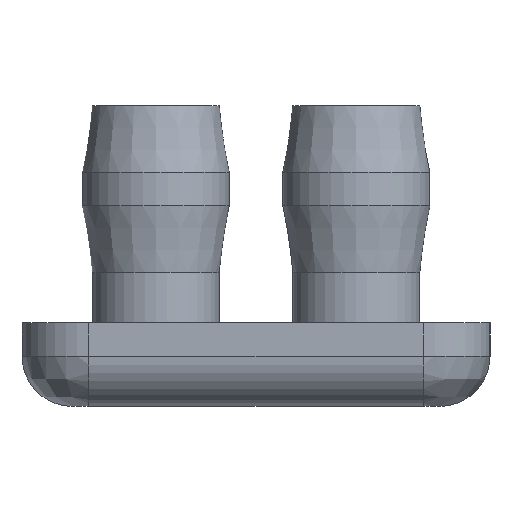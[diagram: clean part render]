
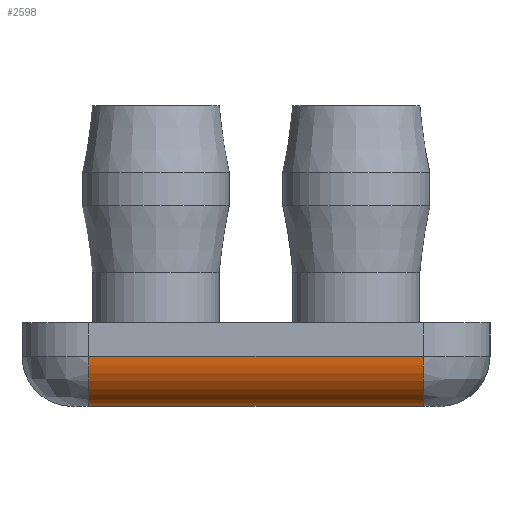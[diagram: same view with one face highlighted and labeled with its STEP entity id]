
A CAD part, left-side view. The second image highlights one B-rep face of the part: STEP entity #2598.
In plain terms, the highlighted cylindrical face has radius 1.5 mm (diameter 3 mm), a partial arc.
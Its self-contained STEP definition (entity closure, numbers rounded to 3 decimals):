
#2456=CARTESIAN_POINT('',(-40.0,-5.0,-1.0));
#2457=VERTEX_POINT('',#2456);
#2458=CARTESIAN_POINT('',(-38.5,-5.0,-2.5));
#2459=VERTEX_POINT('',#2458);
#2460=CARTESIAN_POINT('',(-38.5,-5.0,-1.0));
#2461=DIRECTION('',(0.0,-1.0,0.0));
#2462=DIRECTION('',(-1.0,0.0,0.0));
#2463=AXIS2_PLACEMENT_3D('',#2460,#2461,#2462);
#2464=CIRCLE('',#2463,1.5);
#2465=EDGE_CURVE('',#2457,#2459,#2464,.T.);
#2567=CARTESIAN_POINT('',(-38.5,3.5,-1.0));
#2568=DIRECTION('',(0.0,-1.0,0.0));
#2569=DIRECTION('',(-0.707,0.0,-0.707));
#2570=AXIS2_PLACEMENT_3D('',#2567,#2568,#2569);
#2571=CYLINDRICAL_SURFACE('',#2570,1.5);
#2572=CARTESIAN_POINT('',(-40.0,5.0,-1.0));
#2573=VERTEX_POINT('',#2572);
#2574=CARTESIAN_POINT('',(-38.5,5.0,-2.5));
#2575=VERTEX_POINT('',#2574);
#2576=CARTESIAN_POINT('',(-38.5,5.0,-1.0));
#2577=DIRECTION('',(0.0,-1.0,0.0));
#2578=DIRECTION('',(-1.0,0.0,0.0));
#2579=AXIS2_PLACEMENT_3D('',#2576,#2577,#2578);
#2580=CIRCLE('',#2579,1.5);
#2581=EDGE_CURVE('',#2573,#2575,#2580,.T.);
#2582=ORIENTED_EDGE('',*,*,#2581,.T.);
#2583=CARTESIAN_POINT('',(-38.5,5.0,-2.5));
#2584=DIRECTION('',(0.0,-1.0,0.0));
#2585=VECTOR('',#2584,10.0);
#2586=LINE('',#2583,#2585);
#2587=EDGE_CURVE('',#2575,#2459,#2586,.T.);
#2588=ORIENTED_EDGE('',*,*,#2587,.T.);
#2589=ORIENTED_EDGE('',*,*,#2465,.F.);
#2590=CARTESIAN_POINT('',(-40.0,-5.0,-1.0));
#2591=DIRECTION('',(0.0,1.0,0.0));
#2592=VECTOR('',#2591,10.0);
#2593=LINE('',#2590,#2592);
#2594=EDGE_CURVE('',#2457,#2573,#2593,.T.);
#2595=ORIENTED_EDGE('',*,*,#2594,.T.);
#2596=EDGE_LOOP('',(#2582,#2588,#2589,#2595));
#2597=FACE_OUTER_BOUND('',#2596,.T.);
#2598=ADVANCED_FACE('',(#2597),#2571,.T.);
